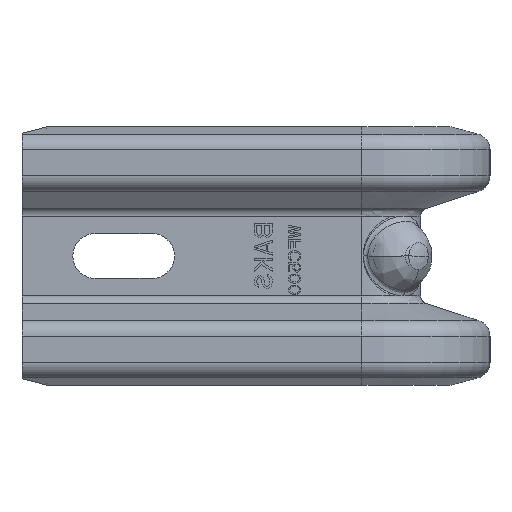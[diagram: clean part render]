
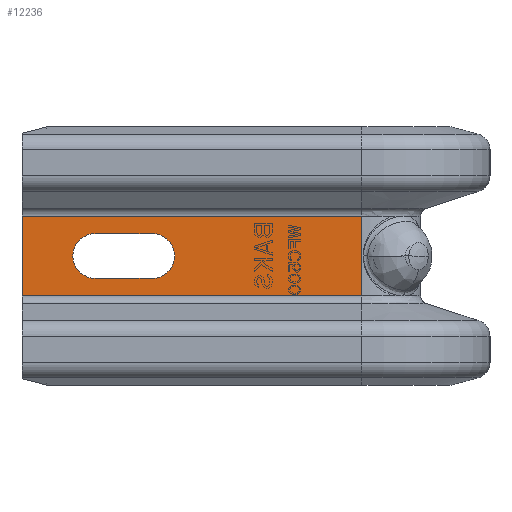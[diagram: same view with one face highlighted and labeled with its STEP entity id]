
A CAD part, left-side view. The second image highlights one B-rep face of the part: STEP entity #12236.
In plain terms, the highlighted planar face has unit normal (-1, 0, 0).
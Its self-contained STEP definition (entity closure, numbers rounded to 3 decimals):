
#2100=DIRECTION('',(0.,1.,0.));
#2101=VECTOR('',#2100,14.);
#2102=CARTESIAN_POINT('',(-557.,83.,5.5));
#2103=LINE('',#2102,#2101);
#2104=CARTESIAN_POINT('',(-557.,97.,0.));
#2105=DIRECTION('',(1.,0.,0.));
#2106=DIRECTION('',(0.,0.,-1.));
#2107=AXIS2_PLACEMENT_3D('',#2104,#2105,#2106);
#2109=DIRECTION('',(0.,-1.,0.));
#2110=VECTOR('',#2109,14.);
#2111=CARTESIAN_POINT('',(-557.,97.,-5.5));
#2112=LINE('',#2111,#2110);
#2113=CARTESIAN_POINT('',(-557.,83.,0.));
#2114=DIRECTION('',(1.,0.,0.));
#2115=DIRECTION('',(0.,0.,1.));
#2116=AXIS2_PLACEMENT_3D('',#2113,#2114,#2115);
#2118=DIRECTION('',(0.,0.,1.));
#2119=VECTOR('',#2118,19.6);
#2120=CARTESIAN_POINT('',(-557.,115.,-9.8));
#2121=LINE('',#2120,#2119);
#2122=DIRECTION('',(0.,0.,1.));
#2123=VECTOR('',#2122,19.6);
#2124=CARTESIAN_POINT('',(-557.,31.5,-9.8));
#2125=LINE('',#2124,#2123);
#2126=DIRECTION('',(0.,1.,0.));
#2127=VECTOR('',#2126,83.5);
#2128=CARTESIAN_POINT('',(-557.,31.5,-9.8));
#2129=LINE('',#2128,#2127);
#5878=DIRECTION('',(0.,1.,0.));
#5879=VECTOR('',#5878,83.5);
#5880=CARTESIAN_POINT('',(-557.,31.5,9.8));
#5881=LINE('',#5880,#5879);
#8007=CARTESIAN_POINT('',(-557.,31.5,-9.8));
#8008=VERTEX_POINT('',#8007);
#8009=CARTESIAN_POINT('',(-557.,31.5,9.8));
#8010=VERTEX_POINT('',#8009);
#8103=CARTESIAN_POINT('',(-557.,83.,5.5));
#8104=CARTESIAN_POINT('',(-557.,97.,5.5));
#8105=VERTEX_POINT('',#8103);
#8106=VERTEX_POINT('',#8104);
#8107=CARTESIAN_POINT('',(-557.,97.,-5.5));
#8108=VERTEX_POINT('',#8107);
#8109=CARTESIAN_POINT('',(-557.,83.,-5.5));
#8110=VERTEX_POINT('',#8109);
#9965=CARTESIAN_POINT('',(-557.,115.,-9.8));
#9966=VERTEX_POINT('',#9965);
#9967=CARTESIAN_POINT('',(-557.,115.,9.8));
#9968=VERTEX_POINT('',#9967);
#12213=CARTESIAN_POINT('',(-557.,31.5,-9.8));
#12214=DIRECTION('',(-1.,0.,0.));
#12215=DIRECTION('',(0.,0.,1.));
#12216=AXIS2_PLACEMENT_3D('',#12213,#12214,#12215);
#12217=PLANE('',#12216);
#12219=ORIENTED_EDGE('',*,*,#12218,.T.);
#12221=ORIENTED_EDGE('',*,*,#12220,.F.);
#12222=ORIENTED_EDGE('',*,*,#10813,.F.);
#12223=ORIENTED_EDGE('',*,*,#12205,.T.);
#12224=EDGE_LOOP('',(#12219,#12221,#12222,#12223));
#12225=FACE_OUTER_BOUND('',#12224,.F.);
#12227=ORIENTED_EDGE('',*,*,#12226,.T.);
#12229=ORIENTED_EDGE('',*,*,#12228,.F.);
#12231=ORIENTED_EDGE('',*,*,#12230,.T.);
#12233=ORIENTED_EDGE('',*,*,#12232,.F.);
#12234=EDGE_LOOP('',(#12227,#12229,#12231,#12233));
#12235=FACE_BOUND('',#12234,.F.);
#12236=ADVANCED_FACE('',(#12225,#12235),#12217,.T.);
#2108=CIRCLE('',#2107,5.5);
#2117=CIRCLE('',#2116,5.5);
#10813=EDGE_CURVE('',#8008,#8010,#2125,.T.);
#12205=EDGE_CURVE('',#8008,#9966,#2129,.T.);
#12218=EDGE_CURVE('',#9966,#9968,#2121,.T.);
#12220=EDGE_CURVE('',#8010,#9968,#5881,.T.);
#12226=EDGE_CURVE('',#8105,#8106,#2103,.T.);
#12228=EDGE_CURVE('',#8108,#8106,#2108,.T.);
#12230=EDGE_CURVE('',#8108,#8110,#2112,.T.);
#12232=EDGE_CURVE('',#8105,#8110,#2117,.T.);
